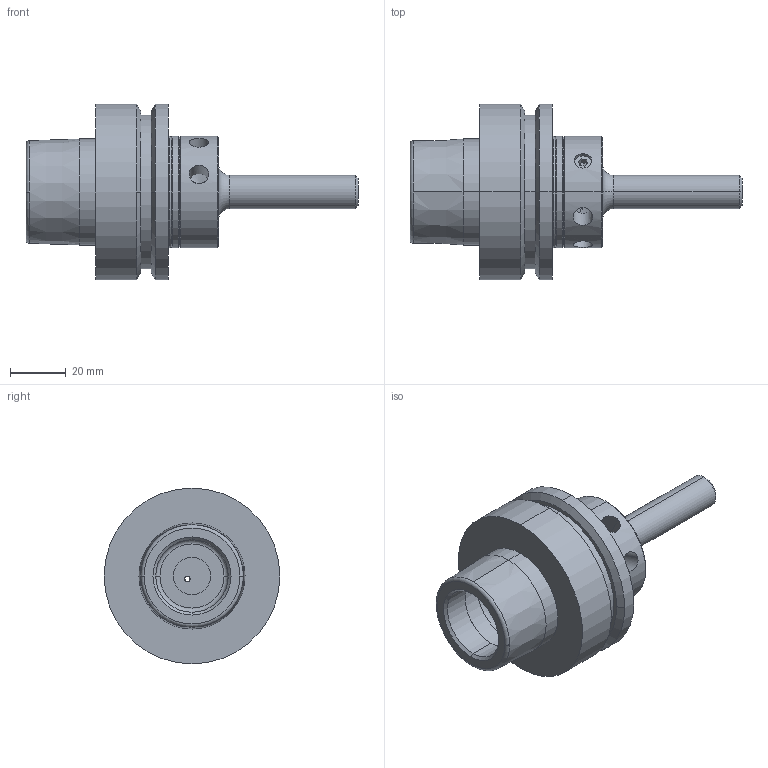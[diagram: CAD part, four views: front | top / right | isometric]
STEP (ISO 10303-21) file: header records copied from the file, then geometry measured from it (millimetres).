
FILE_DESCRIPTION(('HOOPS Exchange Step'),'2;1');
FILE_NAME('export-D226DCF6-4019-431D-8550-03538CF89EBA.stp','2023-11-21T13:31:36+01:00',('Gebruiker'),('Alibre'),'HOOPS Exchange 2022.0','Alibre','Unknown authorisation');
FILE_SCHEMA( ('AP242_MANAGED_MODEL_BASED_3D_ENGINEERING_MIM_LF {1 0 10303 442 1 1 4 }') );
Length unit declared in the file: millimetre
Products named in the file (1): 6384 HYDRO-GRIP PENCIL-6x50-HSK63F
Bounding box: 119 x 63 x 63 mm (x, y, z)
Volume: 106449.1 mm3; surface area: 25735.2 mm2
Topology: 1 solids, 1 shells, 128 faces, 308 edges, 183 vertices
Faces by surface type: cylinder 39, cone 36, plane 29, torus 24
Entity records: 4050 total; most frequent: CARTESIAN_POINT 1009, DIRECTION 686, ORIENTED_EDGE 588, EDGE_CURVE 294, AXIS2_PLACEMENT_3D 292, VERTEX_POINT 183, CIRCLE 162, EDGE_LOOP 145
